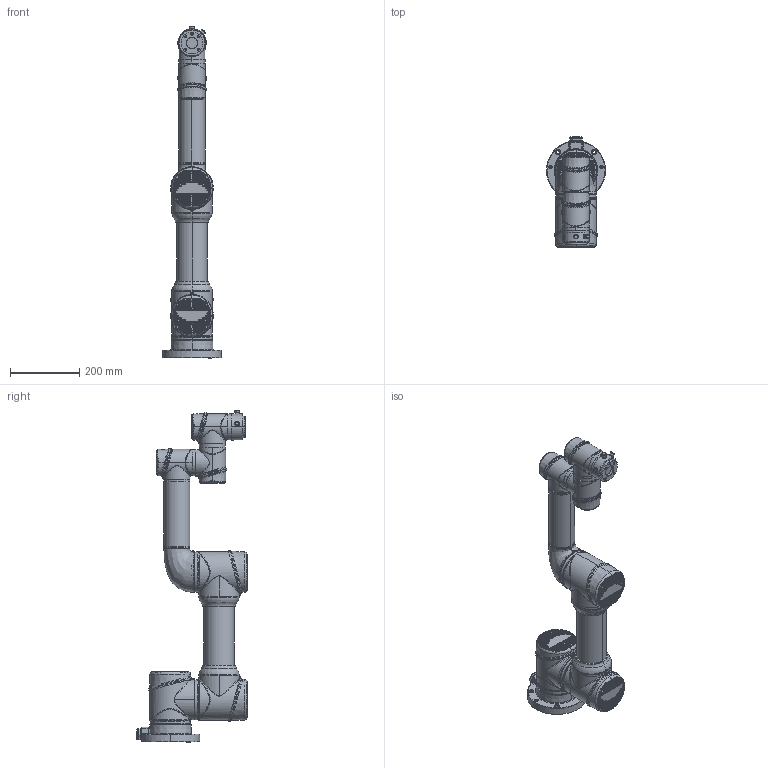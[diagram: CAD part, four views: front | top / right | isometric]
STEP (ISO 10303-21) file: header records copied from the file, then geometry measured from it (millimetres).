
FILE_DESCRIPTION (( 'STEP AP214' ), '1' );
FILE_NAME ('i7-俋楷耀倰.STEP', '2024-10-23T06:13:41', ( '' ), ( '' ), 'SwSTEP 2.0', 'SolidWorks 2022', '' );
FILE_SCHEMA (( 'AUTOMOTIVE_DESIGN' ));
Length unit declared in the file: millimetre
Products named in the file (8): i7-小臂; i7-底座; i7-ID5; i7-外发模型; i7-大臂; i5H-末端; i7-ID1; i7-ID6
Assembly tree (7 placements, depth 2):
  i7-外发模型
    i7-底座
    i7-ID1
    i7-大臂
    i7-小臂
    i7-ID5
    i7-ID6
    i5H-末端
Bounding box: 170.35 x 319.65 x 957.5 mm (x, y, z)
Volume: 11312330.7 mm3; surface area: 765137 mm2
Topology: 11 solids, 43 shells, 3451 faces, 8236 edges, 4988 vertices
Faces by surface type: plane 1184, bspline 829, cylinder 817, cone 308, torus 303, sphere 10
Entity records: 227960 total; most frequent: CARTESIAN_POINT 118367, ORIENTED_EDGE 16342, DIRECTION 14099, EDGE_CURVE 8173, AXIS2_PLACEMENT_3D 5530, VERTEX_POINT 4987, EDGE_LOOP 3682, ADVANCED_FACE 3451
